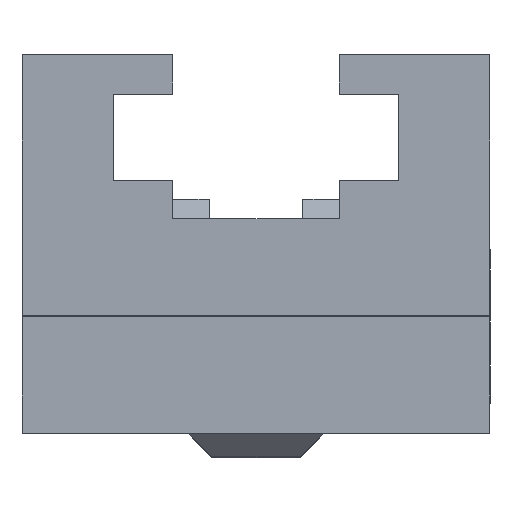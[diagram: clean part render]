
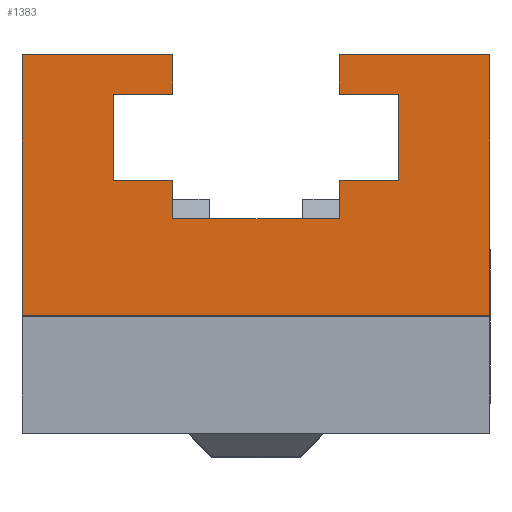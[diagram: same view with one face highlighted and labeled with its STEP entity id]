
A CAD part, top view. The second image highlights one B-rep face of the part: STEP entity #1383.
In plain terms, the highlighted planar face has unit normal (0, 0, 1).
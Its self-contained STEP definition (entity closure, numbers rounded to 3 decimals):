
#50=PLANE('',#1522);
#110=FACE_OUTER_BOUND('',#179,.T.);
#179=EDGE_LOOP('',(#1127,#1128,#1129,#1130,#1131,#1132,#1133,#1134,#1135,
#1136,#1137,#1138,#1139,#1140,#1141,#1142));
#278=LINE('',#2157,#431);
#286=LINE('',#2180,#439);
#290=LINE('',#2193,#443);
#296=LINE('',#2205,#449);
#300=LINE('',#2215,#453);
#305=LINE('',#2226,#458);
#311=LINE('',#2237,#464);
#313=LINE('',#2240,#466);
#315=LINE('',#2244,#468);
#319=LINE('',#2251,#472);
#321=LINE('',#2255,#474);
#323=LINE('',#2259,#476);
#327=LINE('',#2266,#480);
#330=LINE('',#2272,#483);
#331=LINE('',#2273,#484);
#332=LINE('',#2274,#485);
#431=VECTOR('',#1715,10.);
#439=VECTOR('',#1739,10.);
#443=VECTOR('',#1753,10.);
#449=VECTOR('',#1763,10.);
#453=VECTOR('',#1769,10.);
#458=VECTOR('',#1776,10.);
#464=VECTOR('',#1784,10.);
#466=VECTOR('',#1788,10.);
#468=VECTOR('',#1792,10.);
#472=VECTOR('',#1798,10.);
#474=VECTOR('',#1802,10.);
#476=VECTOR('',#1806,10.);
#480=VECTOR('',#1812,10.);
#483=VECTOR('',#1821,10.);
#484=VECTOR('',#1822,10.);
#485=VECTOR('',#1823,10.);
#644=VERTEX_POINT('',#2154);
#645=VERTEX_POINT('',#2156);
#651=VERTEX_POINT('',#2177);
#652=VERTEX_POINT('',#2179);
#655=VERTEX_POINT('',#2190);
#656=VERTEX_POINT('',#2192);
#660=VERTEX_POINT('',#2203);
#664=VERTEX_POINT('',#2212);
#665=VERTEX_POINT('',#2214);
#669=VERTEX_POINT('',#2224);
#670=VERTEX_POINT('',#2225);
#674=VERTEX_POINT('',#2236);
#675=VERTEX_POINT('',#2243);
#677=VERTEX_POINT('',#2250);
#678=VERTEX_POINT('',#2254);
#679=VERTEX_POINT('',#2258);
#795=EDGE_CURVE('',#644,#645,#278,.T.);
#808=EDGE_CURVE('',#651,#652,#286,.T.);
#815=EDGE_CURVE('',#655,#656,#290,.T.);
#822=EDGE_CURVE('',#660,#655,#296,.T.);
#826=EDGE_CURVE('',#664,#665,#300,.T.);
#831=EDGE_CURVE('',#669,#670,#305,.T.);
#837=EDGE_CURVE('',#670,#674,#311,.T.);
#839=EDGE_CURVE('',#645,#664,#313,.T.);
#841=EDGE_CURVE('',#665,#675,#315,.T.);
#845=EDGE_CURVE('',#675,#677,#319,.T.);
#847=EDGE_CURVE('',#678,#677,#321,.T.);
#849=EDGE_CURVE('',#678,#679,#323,.T.);
#853=EDGE_CURVE('',#679,#660,#327,.T.);
#856=EDGE_CURVE('',#656,#651,#330,.T.);
#857=EDGE_CURVE('',#674,#644,#331,.T.);
#858=EDGE_CURVE('',#652,#669,#332,.T.);
#1127=ORIENTED_EDGE('',*,*,#808,.F.);
#1128=ORIENTED_EDGE('',*,*,#856,.F.);
#1129=ORIENTED_EDGE('',*,*,#815,.F.);
#1130=ORIENTED_EDGE('',*,*,#822,.F.);
#1131=ORIENTED_EDGE('',*,*,#853,.F.);
#1132=ORIENTED_EDGE('',*,*,#849,.F.);
#1133=ORIENTED_EDGE('',*,*,#847,.T.);
#1134=ORIENTED_EDGE('',*,*,#845,.F.);
#1135=ORIENTED_EDGE('',*,*,#841,.F.);
#1136=ORIENTED_EDGE('',*,*,#826,.F.);
#1137=ORIENTED_EDGE('',*,*,#839,.F.);
#1138=ORIENTED_EDGE('',*,*,#795,.F.);
#1139=ORIENTED_EDGE('',*,*,#857,.F.);
#1140=ORIENTED_EDGE('',*,*,#837,.F.);
#1141=ORIENTED_EDGE('',*,*,#831,.F.);
#1142=ORIENTED_EDGE('',*,*,#858,.F.);
#1383=ADVANCED_FACE('',(#110),#50,.F.);
#1522=AXIS2_PLACEMENT_3D('',#2271,#1819,#1820);
#1715=DIRECTION('',(1.,0.,0.));
#1739=DIRECTION('',(0.,1.,0.));
#1753=DIRECTION('',(0.,-1.,0.));
#1763=DIRECTION('',(1.,0.,0.));
#1769=DIRECTION('',(1.,0.,0.));
#1776=DIRECTION('',(0.,-1.,0.));
#1784=DIRECTION('',(-1.,0.,0.));
#1788=DIRECTION('',(0.,-1.,0.));
#1792=DIRECTION('',(0.,1.,0.));
#1798=DIRECTION('',(1.,0.,0.));
#1802=DIRECTION('',(0.,-1.,0.));
#1806=DIRECTION('',(-1.,0.,0.));
#1812=DIRECTION('',(0.,1.,0.));
#1819=DIRECTION('center_axis',(0.,0.,-1.));
#1820=DIRECTION('ref_axis',(0.,1.,0.));
#1821=DIRECTION('',(-1.,0.,0.));
#1822=DIRECTION('',(0.,-1.,0.));
#1823=DIRECTION('',(1.,0.,0.));
#2154=CARTESIAN_POINT('',(-6.1,10.785,25.));
#2156=CARTESIAN_POINT('',(-3.55,10.785,25.));
#2157=CARTESIAN_POINT('',(1.95,10.785,25.));
#2177=CARTESIAN_POINT('',(-10.,5.,25.));
#2179=CARTESIAN_POINT('',(-10.,16.15,25.));
#2180=CARTESIAN_POINT('',(-10.,8.075,25.));
#2190=CARTESIAN_POINT('',(10.,16.15,25.));
#2192=CARTESIAN_POINT('',(10.,5.,25.));
#2193=CARTESIAN_POINT('',(10.,8.075,25.));
#2203=CARTESIAN_POINT('',(3.55,16.15,25.));
#2205=CARTESIAN_POINT('',(5.,16.15,25.));
#2212=CARTESIAN_POINT('',(-3.55,9.15,25.));
#2214=CARTESIAN_POINT('',(3.55,9.15,25.));
#2215=CARTESIAN_POINT('',(5.,9.15,25.));
#2224=CARTESIAN_POINT('',(-3.55,16.15,25.));
#2225=CARTESIAN_POINT('',(-3.55,14.465,25.));
#2226=CARTESIAN_POINT('',(-3.55,14.4,25.));
#2236=CARTESIAN_POINT('',(-6.1,14.465,25.));
#2237=CARTESIAN_POINT('',(3.225,14.465,25.));
#2240=CARTESIAN_POINT('',(-3.55,14.4,25.));
#2243=CARTESIAN_POINT('',(3.55,10.785,25.));
#2244=CARTESIAN_POINT('',(3.55,14.4,25.));
#2250=CARTESIAN_POINT('',(6.1,10.785,25.));
#2251=CARTESIAN_POINT('',(3.225,10.785,25.));
#2254=CARTESIAN_POINT('',(6.1,14.465,25.));
#2255=CARTESIAN_POINT('',(6.1,12.625,25.));
#2258=CARTESIAN_POINT('',(3.55,14.465,25.));
#2259=CARTESIAN_POINT('',(3.225,14.465,25.));
#2266=CARTESIAN_POINT('',(3.55,14.4,25.));
#2271=CARTESIAN_POINT('Origin',(-3.55,10.785,25.));
#2272=CARTESIAN_POINT('',(5.,5.,25.));
#2273=CARTESIAN_POINT('',(-6.1,12.625,25.));
#2274=CARTESIAN_POINT('',(5.,16.15,25.));
